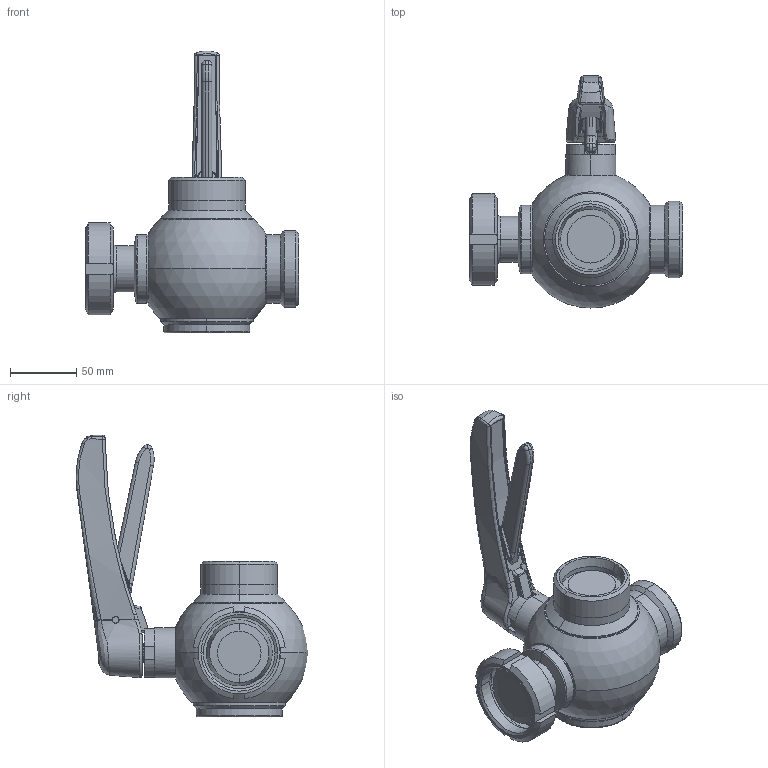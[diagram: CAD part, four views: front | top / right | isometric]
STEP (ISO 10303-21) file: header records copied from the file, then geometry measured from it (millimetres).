
FILE_DESCRIPTION (( 'STEP AP214' ), '1' );
FILE_NAME ('4032032000-xxx.STEP', '2014-02-19T12:26:40', ( 'install' ), ( 'Microsoft' ), 'SwSTEP 2.0', 'SolidWorks 2013', '' );
FILE_SCHEMA (( 'AUTOMOTIVE_DESIGN' ));
Length unit declared in the file: millimetre
Products named in the file (3): Group1^4032032000-040def; Group2^4032032000-040def; 4032032000-xxx
Assembly tree (2 placements, depth 2):
  4032032000-xxx
    Group1^4032032000-040def
    Group2^4032032000-040def
Bounding box: 161.5 x 175.57 x 213.49 mm (x, y, z)
Volume: 890155.3 mm3; surface area: 95088.9 mm2
Topology: 3 solids, 3 shells, 321 faces, 772 edges, 471 vertices
Faces by surface type: cylinder 98, plane 96, bspline 73, cone 34, torus 18, sphere 2
Entity records: 16735 total; most frequent: CARTESIAN_POINT 8132, ORIENTED_EDGE 1520, DIRECTION 1278, EDGE_CURVE 760, AXIS2_PLACEMENT_3D 520, VERTEX_POINT 469, EDGE_LOOP 347, FACE_OUTER_BOUND 321
